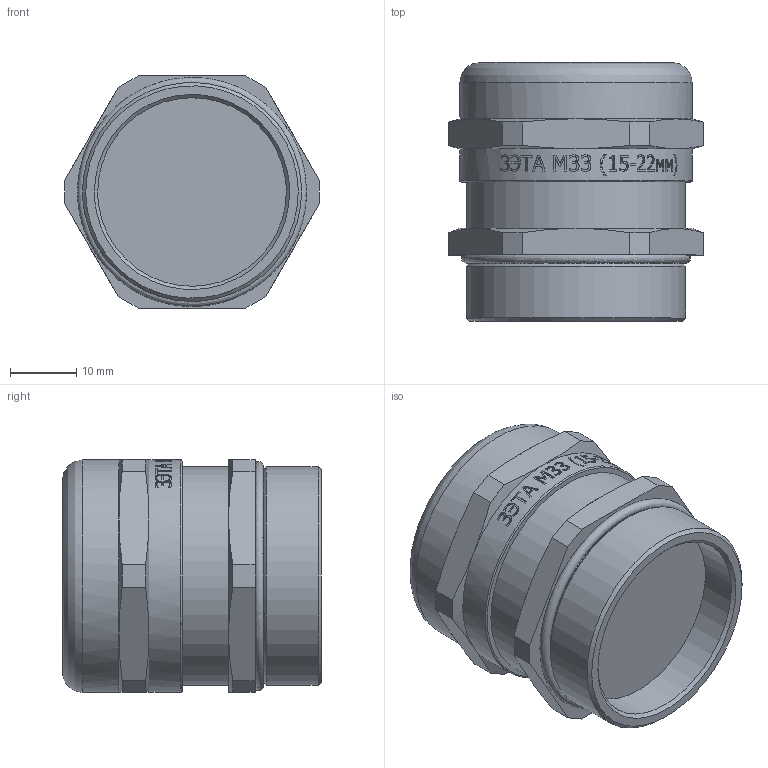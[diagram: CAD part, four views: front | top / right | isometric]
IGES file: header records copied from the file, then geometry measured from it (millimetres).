
Global section: file name: 8 КВ-М33 (15-22мм); native system: Autodesk Inventor 2015; preprocessor: unknown; author: zeta-23; date: 20161013.202656; units: millimetre
Bounding box: 38.41 x 39 x 35 mm (x, y, z)
Volume: 32061.6 mm3; surface area: 7180 mm2
Topology: 1 solids, 1 shells, 323 faces, 893 edges, 594 vertices
Faces by surface type: bspline 323
